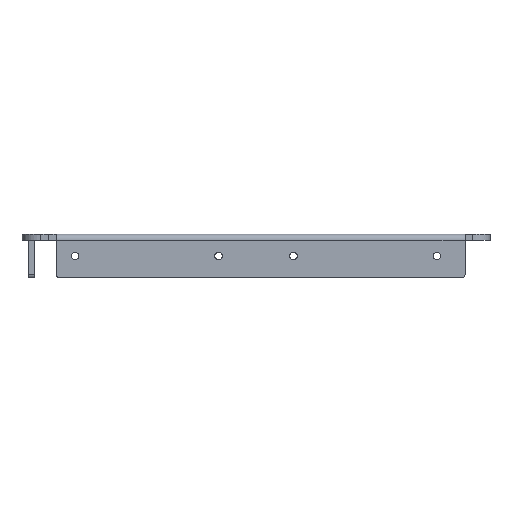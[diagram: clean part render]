
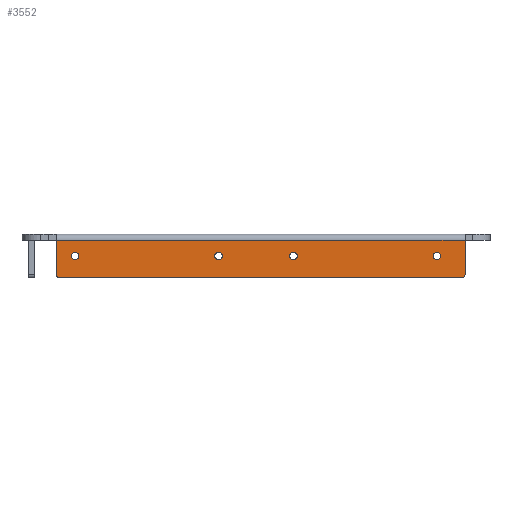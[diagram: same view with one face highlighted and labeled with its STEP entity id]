
A CAD part, front view. The second image highlights one B-rep face of the part: STEP entity #3552.
In plain terms, the highlighted planar face has unit normal (0, -1, 0).
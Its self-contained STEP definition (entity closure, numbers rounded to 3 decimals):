
#1104=CARTESIAN_POINT('',(66.,-67.,-11.));
#1105=DIRECTION('',(0.,-1.,0.));
#1106=DIRECTION('',(0.,0.,-1.));
#1107=AXIS2_PLACEMENT_3D('',#1104,#1105,#1106);
#1109=CARTESIAN_POINT('',(-63.,-67.,-11.));
#1110=DIRECTION('',(0.,-1.,0.));
#1111=DIRECTION('',(-1.,0.,0.));
#1112=AXIS2_PLACEMENT_3D('',#1109,#1110,#1111);
#1114=DIRECTION('',(-1.,0.,0.));
#1115=VECTOR('',#1114,131.);
#1116=CARTESIAN_POINT('',(67.,-67.,0.));
#1117=LINE('',#1116,#1115);
#1118=CARTESIAN_POINT('',(-58.,-67.,-5.));
#1119=DIRECTION('',(0.,-1.,0.));
#1120=DIRECTION('',(-1.,0.,0.));
#1121=AXIS2_PLACEMENT_3D('',#1118,#1119,#1120);
#1123=CARTESIAN_POINT('',(-58.,-67.,-5.));
#1124=DIRECTION('',(0.,-1.,0.));
#1125=DIRECTION('',(1.,0.,0.));
#1126=AXIS2_PLACEMENT_3D('',#1123,#1124,#1125);
#1128=CARTESIAN_POINT('',(-12.,-67.,-5.));
#1129=DIRECTION('',(0.,-1.,0.));
#1130=DIRECTION('',(-1.,0.,0.));
#1131=AXIS2_PLACEMENT_3D('',#1128,#1129,#1130);
#1133=CARTESIAN_POINT('',(-12.,-67.,-5.));
#1134=DIRECTION('',(0.,-1.,0.));
#1135=DIRECTION('',(1.,0.,0.));
#1136=AXIS2_PLACEMENT_3D('',#1133,#1134,#1135);
#1138=CARTESIAN_POINT('',(12.,-67.,-5.));
#1139=DIRECTION('',(0.,-1.,0.));
#1140=DIRECTION('',(-1.,0.,0.));
#1141=AXIS2_PLACEMENT_3D('',#1138,#1139,#1140);
#1143=CARTESIAN_POINT('',(12.,-67.,-5.));
#1144=DIRECTION('',(0.,-1.,0.));
#1145=DIRECTION('',(1.,0.,0.));
#1146=AXIS2_PLACEMENT_3D('',#1143,#1144,#1145);
#1148=CARTESIAN_POINT('',(58.,-67.,-5.));
#1149=DIRECTION('',(0.,-1.,0.));
#1150=DIRECTION('',(-1.,0.,0.));
#1151=AXIS2_PLACEMENT_3D('',#1148,#1149,#1150);
#1153=CARTESIAN_POINT('',(58.,-67.,-5.));
#1154=DIRECTION('',(0.,-1.,0.));
#1155=DIRECTION('',(1.,0.,0.));
#1156=AXIS2_PLACEMENT_3D('',#1153,#1154,#1155);
#1170=DIRECTION('',(-1.,0.,0.));
#1171=VECTOR('',#1170,129.);
#1172=CARTESIAN_POINT('',(66.,-67.,-12.));
#1173=LINE('',#1172,#1171);
#1182=DIRECTION('',(0.,0.,-1.));
#1183=VECTOR('',#1182,11.);
#1184=CARTESIAN_POINT('',(-64.,-67.,0.));
#1185=LINE('',#1184,#1183);
#1600=DIRECTION('',(0.,0.,-1.));
#1601=VECTOR('',#1600,11.);
#1602=CARTESIAN_POINT('',(67.,-67.,0.));
#1603=LINE('',#1602,#1601);
#2169=CARTESIAN_POINT('',(67.,-67.,0.));
#2171=VERTEX_POINT('',#2169);
#2173=CARTESIAN_POINT('',(-64.,-67.,0.));
#2175=VERTEX_POINT('',#2173);
#2208=CARTESIAN_POINT('',(66.,-67.,-12.));
#2209=CARTESIAN_POINT('',(67.,-67.,-11.));
#2210=VERTEX_POINT('',#2208);
#2211=VERTEX_POINT('',#2209);
#2216=CARTESIAN_POINT('',(-64.,-67.,-11.));
#2217=CARTESIAN_POINT('',(-63.,-67.,-12.));
#2218=VERTEX_POINT('',#2216);
#2219=VERTEX_POINT('',#2217);
#2249=CARTESIAN_POINT('',(-59.25,-67.,-5.));
#2251=VERTEX_POINT('',#2249);
#2253=CARTESIAN_POINT('',(-56.75,-67.,-5.));
#2255=VERTEX_POINT('',#2253);
#2265=CARTESIAN_POINT('',(-13.25,-67.,-5.));
#2267=VERTEX_POINT('',#2265);
#2269=CARTESIAN_POINT('',(-10.75,-67.,-5.));
#2271=VERTEX_POINT('',#2269);
#2281=CARTESIAN_POINT('',(10.75,-67.,-5.));
#2283=VERTEX_POINT('',#2281);
#2285=CARTESIAN_POINT('',(13.25,-67.,-5.));
#2287=VERTEX_POINT('',#2285);
#2297=CARTESIAN_POINT('',(56.75,-67.,-5.));
#2299=VERTEX_POINT('',#2297);
#2301=CARTESIAN_POINT('',(59.25,-67.,-5.));
#2303=VERTEX_POINT('',#2301);
#3510=CARTESIAN_POINT('',(67.,-67.,0.));
#3511=DIRECTION('',(0.,1.,0.));
#3512=DIRECTION('',(0.,0.,-1.));
#3513=AXIS2_PLACEMENT_3D('',#3510,#3511,#3512);
#3514=PLANE('',#3513);
#3515=ORIENTED_EDGE('',*,*,#3500,.F.);
#3517=ORIENTED_EDGE('',*,*,#3516,.T.);
#3519=ORIENTED_EDGE('',*,*,#3518,.F.);
#3521=ORIENTED_EDGE('',*,*,#3520,.F.);
#3523=ORIENTED_EDGE('',*,*,#3522,.F.);
#3525=ORIENTED_EDGE('',*,*,#3524,.T.);
#3526=EDGE_LOOP('',(#3515,#3517,#3519,#3521,#3523,#3525));
#3527=FACE_OUTER_BOUND('',#3526,.F.);
#3529=ORIENTED_EDGE('',*,*,#3528,.T.);
#3531=ORIENTED_EDGE('',*,*,#3530,.T.);
#3532=EDGE_LOOP('',(#3529,#3531));
#3533=FACE_BOUND('',#3532,.F.);
#3535=ORIENTED_EDGE('',*,*,#3534,.T.);
#3537=ORIENTED_EDGE('',*,*,#3536,.T.);
#3538=EDGE_LOOP('',(#3535,#3537));
#3539=FACE_BOUND('',#3538,.F.);
#3541=ORIENTED_EDGE('',*,*,#3540,.T.);
#3543=ORIENTED_EDGE('',*,*,#3542,.T.);
#3544=EDGE_LOOP('',(#3541,#3543));
#3545=FACE_BOUND('',#3544,.F.);
#3547=ORIENTED_EDGE('',*,*,#3546,.T.);
#3549=ORIENTED_EDGE('',*,*,#3548,.T.);
#3550=EDGE_LOOP('',(#3547,#3549));
#3551=FACE_BOUND('',#3550,.F.);
#3552=ADVANCED_FACE('',(#3527,#3533,#3539,#3545,#3551),#3514,.F.);
#1108=CIRCLE('',#1107,1.);
#1113=CIRCLE('',#1112,1.);
#1122=CIRCLE('',#1121,1.25);
#1127=CIRCLE('',#1126,1.25);
#1132=CIRCLE('',#1131,1.25);
#1137=CIRCLE('',#1136,1.25);
#1142=CIRCLE('',#1141,1.25);
#1147=CIRCLE('',#1146,1.25);
#1152=CIRCLE('',#1151,1.25);
#1157=CIRCLE('',#1156,1.25);
#3500=EDGE_CURVE('',#2210,#2211,#1108,.T.);
#3516=EDGE_CURVE('',#2210,#2219,#1173,.T.);
#3518=EDGE_CURVE('',#2218,#2219,#1113,.T.);
#3520=EDGE_CURVE('',#2175,#2218,#1185,.T.);
#3522=EDGE_CURVE('',#2171,#2175,#1117,.T.);
#3524=EDGE_CURVE('',#2171,#2211,#1603,.T.);
#3528=EDGE_CURVE('',#2251,#2255,#1122,.T.);
#3530=EDGE_CURVE('',#2255,#2251,#1127,.T.);
#3534=EDGE_CURVE('',#2267,#2271,#1132,.T.);
#3536=EDGE_CURVE('',#2271,#2267,#1137,.T.);
#3540=EDGE_CURVE('',#2283,#2287,#1142,.T.);
#3542=EDGE_CURVE('',#2287,#2283,#1147,.T.);
#3546=EDGE_CURVE('',#2299,#2303,#1152,.T.);
#3548=EDGE_CURVE('',#2303,#2299,#1157,.T.);
